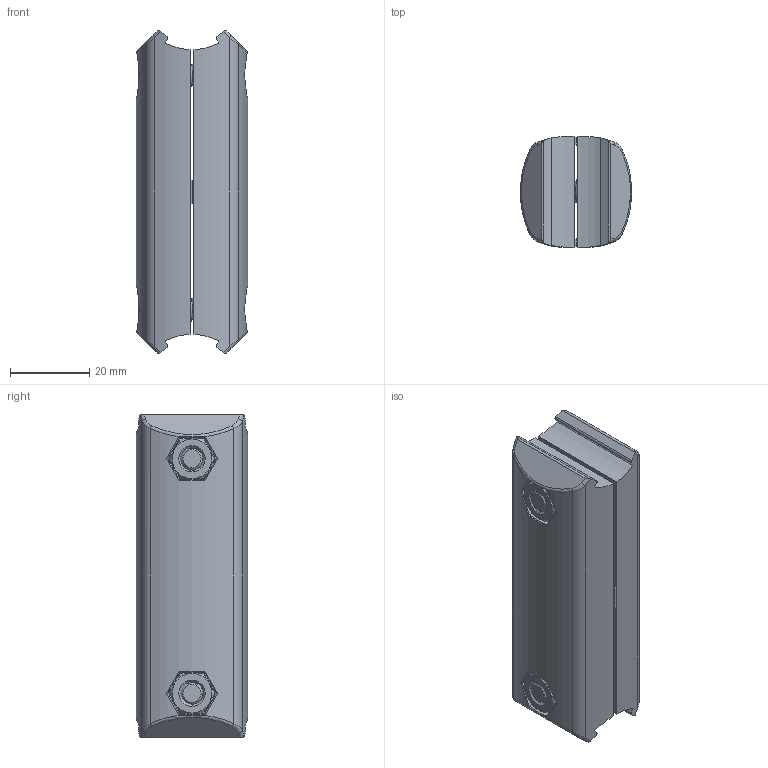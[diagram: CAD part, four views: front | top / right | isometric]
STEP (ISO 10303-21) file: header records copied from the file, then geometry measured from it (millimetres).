
FILE_DESCRIPTION (( 'STEP AP214' ), '1' );
FILE_NAME ('B391 Ñîåäèíèòåëü ïàðàëëåëüíûé òðóáíûõ ïðîôèëåé, 100ìì.STEP', '2024-01-24T13:54:21', ( '' ), ( '' ), 'SwSTEP 2.0', 'SolidWorks 2022', '' );
FILE_SCHEMA (( 'AUTOMOTIVE_DESIGN' ));
Length unit declared in the file: millimetre
Products named in the file (1): B391 Соединитель параллельный трубных профилей, 100мм
Bounding box: 28 x 28.05 x 81.33 mm (x, y, z)
Volume: 29922.9 mm3; surface area: 21744.3 mm2
Topology: 6 solids, 6 shells, 576 faces, 1514 edges, 966 vertices
Faces by surface type: cylinder 192, bspline 164, plane 158, cone 62
Entity records: 41039 total; most frequent: CARTESIAN_POINT 22527, ORIENTED_EDGE 3028, DIRECTION 1712, EDGE_CURVE 1514, VERTEX_POINT 966, B_SPLINE_CURVE_WITH_KNOTS 804, EDGE_LOOP 604, AXIS2_PLACEMENT_3D 597
